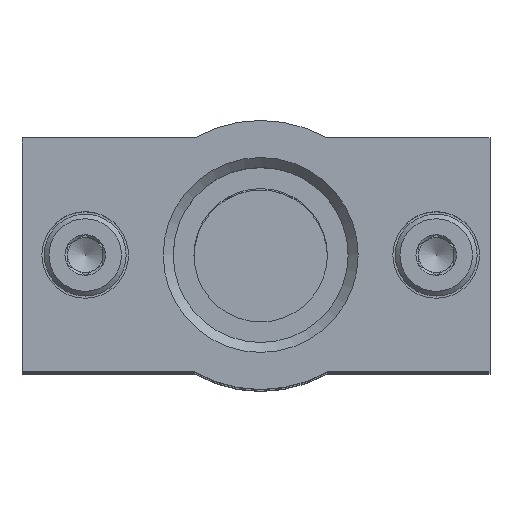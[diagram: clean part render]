
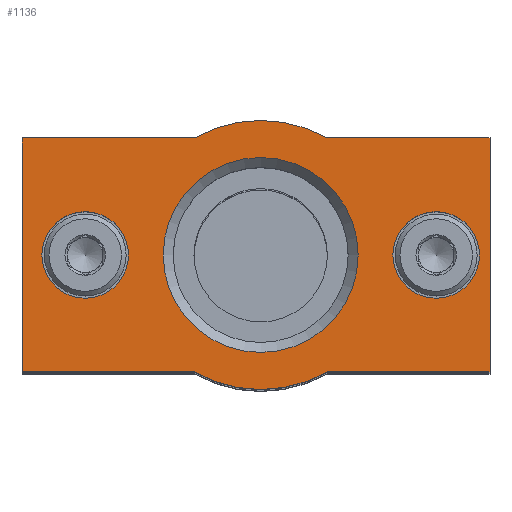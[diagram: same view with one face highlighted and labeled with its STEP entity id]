
A CAD part, top view. The second image highlights one B-rep face of the part: STEP entity #1136.
In plain terms, the highlighted face is planar.
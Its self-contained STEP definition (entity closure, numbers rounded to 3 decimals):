
#98=CIRCLE('',#1265,11.5);
#102=CIRCLE('',#1273,11.5);
#103=CIRCLE('',#1276,3.7);
#104=CIRCLE('',#1277,3.7);
#105=CIRCLE('',#1278,8.331);
#214=ORIENTED_EDGE('',*,*,#484,.T.);
#215=ORIENTED_EDGE('',*,*,#485,.T.);
#216=ORIENTED_EDGE('',*,*,#486,.T.);
#217=ORIENTED_EDGE('',*,*,#460,.T.);
#218=ORIENTED_EDGE('',*,*,#464,.T.);
#219=ORIENTED_EDGE('',*,*,#467,.T.);
#220=ORIENTED_EDGE('',*,*,#470,.T.);
#221=ORIENTED_EDGE('',*,*,#475,.T.);
#222=ORIENTED_EDGE('',*,*,#478,.T.);
#223=ORIENTED_EDGE('',*,*,#481,.T.);
#224=ORIENTED_EDGE('',*,*,#483,.T.);
#460=EDGE_CURVE('',#600,#599,#702,.T.);
#464=EDGE_CURVE('',#599,#602,#706,.T.);
#467=EDGE_CURVE('',#602,#604,#98,.T.);
#470=EDGE_CURVE('',#604,#606,#710,.T.);
#475=EDGE_CURVE('',#606,#610,#713,.T.);
#478=EDGE_CURVE('',#610,#612,#716,.T.);
#481=EDGE_CURVE('',#612,#614,#102,.T.);
#483=EDGE_CURVE('',#614,#600,#719,.T.);
#484=EDGE_CURVE('',#615,#615,#103,.T.);
#485=EDGE_CURVE('',#616,#616,#104,.T.);
#486=EDGE_CURVE('',#617,#617,#105,.T.);
#599=VERTEX_POINT('',#1802);
#600=VERTEX_POINT('',#1804);
#602=VERTEX_POINT('',#1810);
#604=VERTEX_POINT('',#1816);
#606=VERTEX_POINT('',#1822);
#610=VERTEX_POINT('',#1832);
#612=VERTEX_POINT('',#1838);
#614=VERTEX_POINT('',#1844);
#615=VERTEX_POINT('',#1851);
#616=VERTEX_POINT('',#1853);
#617=VERTEX_POINT('',#1855);
#702=LINE('',#1803,#764);
#706=LINE('',#1811,#768);
#710=LINE('',#1823,#772);
#713=LINE('',#1833,#775);
#716=LINE('',#1839,#778);
#719=LINE('',#1848,#781);
#764=VECTOR('',#1424,1000.);
#768=VECTOR('',#1430,1000.);
#772=VECTOR('',#1442,1000.);
#775=VECTOR('',#1451,1000.);
#778=VECTOR('',#1456,1000.);
#781=VECTOR('',#1467,1000.);
#834=EDGE_LOOP('',(#214));
#835=EDGE_LOOP('',(#215));
#836=EDGE_LOOP('',(#216));
#837=EDGE_LOOP('',(#217,#218,#219,#220,#221,#222,#223,#224));
#964=FACE_BOUND('',#834,.T.);
#965=FACE_BOUND('',#835,.T.);
#966=FACE_BOUND('',#836,.T.);
#967=FACE_BOUND('',#837,.T.);
#1092=PLANE('',#1275);
#1136=ADVANCED_FACE('',(#964,#965,#966,#967),#1092,.T.);
#1265=AXIS2_PLACEMENT_3D('',#1817,#1436,#1437);
#1273=AXIS2_PLACEMENT_3D('',#1845,#1462,#1463);
#1275=AXIS2_PLACEMENT_3D('',#1849,#1468,#1469);
#1276=AXIS2_PLACEMENT_3D('',#1850,#1470,#1471);
#1277=AXIS2_PLACEMENT_3D('',#1852,#1472,#1473);
#1278=AXIS2_PLACEMENT_3D('',#1854,#1474,#1475);
#1424=DIRECTION('',(0.,0.,1.));
#1430=DIRECTION('',(1.,0.,0.));
#1436=DIRECTION('',(0.,1.,0.));
#1437=DIRECTION('',(1.,0.,0.));
#1442=DIRECTION('',(1.,0.,0.));
#1451=DIRECTION('',(0.,0.,-1.));
#1456=DIRECTION('',(-1.,0.,0.));
#1462=DIRECTION('',(0.,1.,0.));
#1463=DIRECTION('',(1.,0.,0.));
#1467=DIRECTION('',(-1.,0.,0.));
#1468=DIRECTION('',(0.,1.,0.));
#1469=DIRECTION('',(0.,0.,1.));
#1470=DIRECTION('',(0.,-1.,0.));
#1471=DIRECTION('',(0.,0.,-1.));
#1472=DIRECTION('',(0.,-1.,0.));
#1473=DIRECTION('',(0.,0.,-1.));
#1474=DIRECTION('',(0.,-1.,0.));
#1475=DIRECTION('',(0.,0.,-1.));
#1802=CARTESIAN_POINT('',(-20.,15.,10.));
#1803=CARTESIAN_POINT('',(-20.,15.,-10.));
#1804=CARTESIAN_POINT('',(-20.,15.,-10.));
#1810=CARTESIAN_POINT('',(-6.079,15.,10.));
#1811=CARTESIAN_POINT('',(-20.,15.,10.));
#1816=CARTESIAN_POINT('',(5.279,15.,10.));
#1817=CARTESIAN_POINT('',(-0.4,15.,0.));
#1822=CARTESIAN_POINT('',(20.,15.,10.));
#1823=CARTESIAN_POINT('',(5.279,15.,10.));
#1832=CARTESIAN_POINT('',(20.,15.,-10.));
#1833=CARTESIAN_POINT('',(20.,15.,10.));
#1838=CARTESIAN_POINT('',(5.279,15.,-10.));
#1839=CARTESIAN_POINT('',(20.,15.,-10.));
#1844=CARTESIAN_POINT('',(-6.079,15.,-10.));
#1845=CARTESIAN_POINT('',(-0.4,15.,0.));
#1848=CARTESIAN_POINT('',(-6.079,15.,-10.));
#1849=CARTESIAN_POINT('',(-0.4,15.,0.));
#1850=CARTESIAN_POINT('',(-15.4,15.,0.));
#1851=CARTESIAN_POINT('',(-15.4,15.,-3.7));
#1852=CARTESIAN_POINT('',(14.6,15.,0.));
#1853=CARTESIAN_POINT('',(14.6,15.,-3.7));
#1854=CARTESIAN_POINT('',(-0.4,15.,0.));
#1855=CARTESIAN_POINT('',(-0.4,15.,-8.331));
